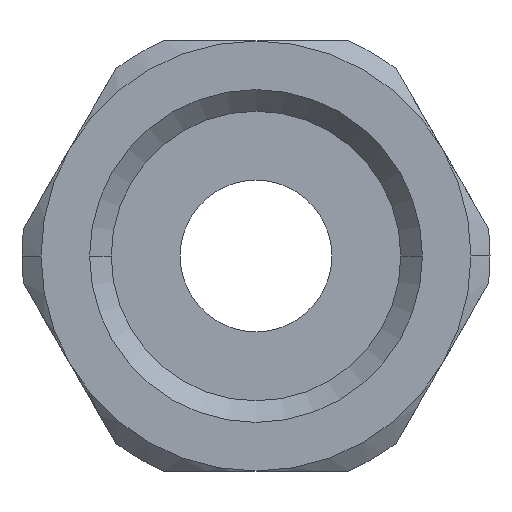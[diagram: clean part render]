
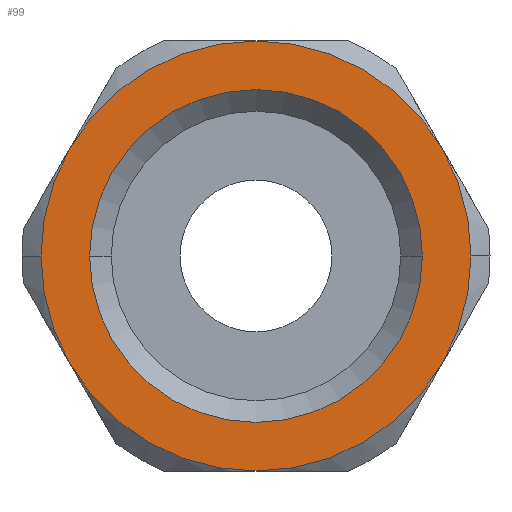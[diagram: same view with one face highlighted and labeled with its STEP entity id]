
A CAD part, front view. The second image highlights one B-rep face of the part: STEP entity #99.
In plain terms, the highlighted planar face has unit normal (0, -1, 0).
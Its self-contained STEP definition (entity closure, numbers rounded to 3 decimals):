
#99=ADVANCED_FACE('',(#223,#224),#225,.F.);
#223=FACE_BOUND('',#364,.T.);
#224=FACE_OUTER_BOUND('',#365,.T.);
#225=PLANE('',#366);
#364=EDGE_LOOP('',(#796,#797));
#365=EDGE_LOOP('',(#798,#799,#800,#801,#802,#803,#804,#805));
#366=AXIS2_PLACEMENT_3D('',#806,#807,#808);
#796=ORIENTED_EDGE('',*,*,#992,.T.);
#797=ORIENTED_EDGE('',*,*,#993,.T.);
#798=ORIENTED_EDGE('',*,*,#1039,.F.);
#799=ORIENTED_EDGE('',*,*,#1036,.F.);
#800=ORIENTED_EDGE('',*,*,#1033,.F.);
#801=ORIENTED_EDGE('',*,*,#970,.F.);
#802=ORIENTED_EDGE('',*,*,#1031,.F.);
#803=ORIENTED_EDGE('',*,*,#1047,.F.);
#804=ORIENTED_EDGE('',*,*,#964,.F.);
#805=ORIENTED_EDGE('',*,*,#1042,.F.);
#806=CARTESIAN_POINT('',(0.,0.0,0.));
#807=DIRECTION('',(0.0,1.0,0.0));
#808=DIRECTION('',(0.0,0.0,1.0));
#964=EDGE_CURVE('',#1165,#1168,#1169,.T.);
#970=EDGE_CURVE('',#1178,#1174,#1180,.T.);
#992=EDGE_CURVE('',#1214,#1216,#1218,.T.);
#993=EDGE_CURVE('',#1216,#1214,#1219,.T.);
#1031=EDGE_CURVE('',#1280,#1178,#1282,.T.);
#1033=EDGE_CURVE('',#1174,#1284,#1285,.T.);
#1036=EDGE_CURVE('',#1284,#1288,#1289,.T.);
#1039=EDGE_CURVE('',#1288,#1292,#1293,.T.);
#1042=EDGE_CURVE('',#1292,#1165,#1296,.T.);
#1047=EDGE_CURVE('',#1168,#1280,#1301,.T.);
#1165=VERTEX_POINT('',#1457);
#1168=VERTEX_POINT('',#1461);
#1169=CIRCLE('',#1462,8.5);
#1174=VERTEX_POINT('',#1478);
#1178=VERTEX_POINT('',#1483);
#1180=CIRCLE('',#1496,8.5);
#1214=VERTEX_POINT('',#1542);
#1216=VERTEX_POINT('',#1545);
#1218=CIRCLE('',#1548,6.579);
#1219=CIRCLE('',#1549,6.579);
#1280=VERTEX_POINT('',#1620);
#1282=CIRCLE('',#1633,8.5);
#1284=VERTEX_POINT('',#1646);
#1285=CIRCLE('',#1647,8.5);
#1288=VERTEX_POINT('',#1672);
#1289=CIRCLE('',#1673,8.5);
#1292=VERTEX_POINT('',#1698);
#1293=CIRCLE('',#1699,8.5);
#1296=CIRCLE('',#1724,8.5);
#1301=CIRCLE('',#1773,8.5);
#1457=CARTESIAN_POINT('',(8.5,0.0,0.));
#1461=CARTESIAN_POINT('',(7.361,0.0,-4.25));
#1462=AXIS2_PLACEMENT_3D('',#2001,#2002,#2003);
#1478=CARTESIAN_POINT('',(-8.5,0.0,0.));
#1483=CARTESIAN_POINT('',(-7.361,0.0,-4.25));
#1496=AXIS2_PLACEMENT_3D('',#2011,#2012,#2013);
#1542=CARTESIAN_POINT('',(6.579,0.0,0.0));
#1545=CARTESIAN_POINT('',(-6.579,0.0,0.));
#1548=AXIS2_PLACEMENT_3D('',#2049,#2050,#2051);
#1549=AXIS2_PLACEMENT_3D('',#2052,#2053,#2054);
#1620=CARTESIAN_POINT('',(0.0,0.0,-8.5));
#1633=AXIS2_PLACEMENT_3D('',#2143,#2144,#2145);
#1646=CARTESIAN_POINT('',(-7.361,0.0,4.25));
#1647=AXIS2_PLACEMENT_3D('',#2146,#2147,#2148);
#1672=CARTESIAN_POINT('',(0.,0.0,8.5));
#1673=AXIS2_PLACEMENT_3D('',#2149,#2150,#2151);
#1698=CARTESIAN_POINT('',(7.361,0.0,4.25));
#1699=AXIS2_PLACEMENT_3D('',#2152,#2153,#2154);
#1724=AXIS2_PLACEMENT_3D('',#2155,#2156,#2157);
#1773=AXIS2_PLACEMENT_3D('',#2158,#2159,#2160);
#2001=CARTESIAN_POINT('',(0.0,0.0,0.0));
#2002=DIRECTION('',(-0.0,1.0,0.0));
#2003=DIRECTION('',(1.0,0.0,0.0));
#2011=CARTESIAN_POINT('',(0.0,0.0,0.0));
#2012=DIRECTION('',(-0.0,1.0,0.0));
#2013=DIRECTION('',(1.0,0.0,0.0));
#2049=CARTESIAN_POINT('',(0.0,0.0,0.0));
#2050=DIRECTION('',(-0.0,1.0,0.0));
#2051=DIRECTION('',(1.0,0.0,0.0));
#2052=CARTESIAN_POINT('',(0.0,0.0,0.0));
#2053=DIRECTION('',(-0.0,1.0,0.0));
#2054=DIRECTION('',(1.0,0.0,0.0));
#2143=CARTESIAN_POINT('',(0.0,0.0,0.0));
#2144=DIRECTION('',(-0.0,1.0,0.0));
#2145=DIRECTION('',(1.0,0.0,0.0));
#2146=CARTESIAN_POINT('',(0.0,0.0,0.0));
#2147=DIRECTION('',(-0.0,1.0,0.0));
#2148=DIRECTION('',(1.0,0.0,0.0));
#2149=CARTESIAN_POINT('',(0.0,0.0,0.0));
#2150=DIRECTION('',(-0.0,1.0,0.0));
#2151=DIRECTION('',(1.0,0.0,0.0));
#2152=CARTESIAN_POINT('',(0.0,0.0,0.0));
#2153=DIRECTION('',(-0.0,1.0,0.0));
#2154=DIRECTION('',(1.0,0.0,0.0));
#2155=CARTESIAN_POINT('',(0.0,0.0,0.0));
#2156=DIRECTION('',(-0.0,1.0,0.0));
#2157=DIRECTION('',(1.0,0.0,0.0));
#2158=CARTESIAN_POINT('',(0.0,0.0,0.0));
#2159=DIRECTION('',(-0.0,1.0,0.0));
#2160=DIRECTION('',(1.0,0.0,0.0));
